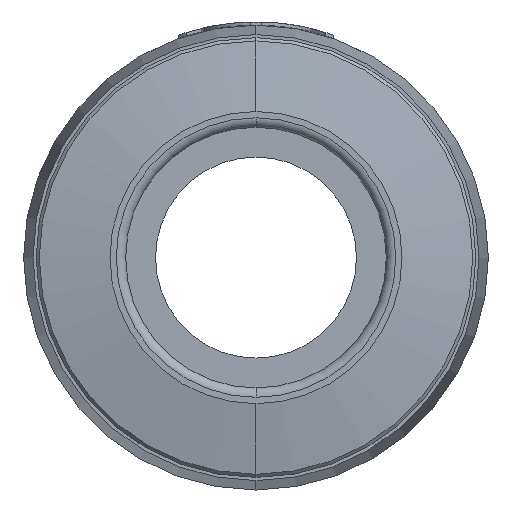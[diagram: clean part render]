
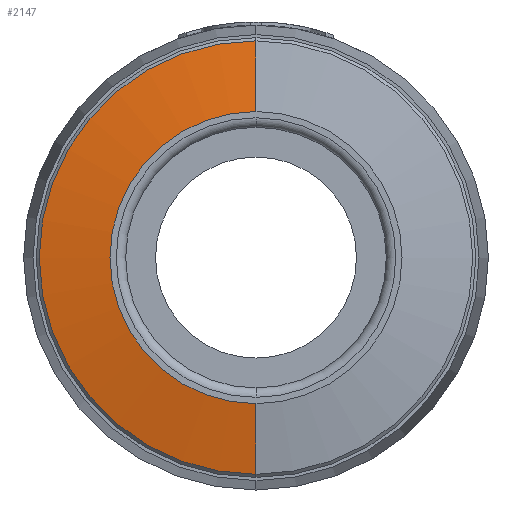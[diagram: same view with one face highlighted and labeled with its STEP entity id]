
A CAD part, left-side view. The second image highlights one B-rep face of the part: STEP entity #2147.
In plain terms, the highlighted conical face has half-angle 79.919 degrees and reference radius 6.9 mm.
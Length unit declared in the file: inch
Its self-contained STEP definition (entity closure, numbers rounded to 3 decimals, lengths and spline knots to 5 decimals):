
#31 = CIRCLE ( 'NONE', #392, 0.27165 ) ;
#137 = VECTOR ( 'NONE', #2929, 39.37008 ) ;
#149 = EDGE_CURVE ( 'NONE', #2711, #883, #31, .T. ) ;
#293 = FACE_OUTER_BOUND ( 'NONE', #2549, .T. ) ;
#392 = AXIS2_PLACEMENT_3D ( 'NONE', #1701, #3064, #742 ) ;
#454 = VECTOR ( 'NONE', #1409, 39.37008 ) ;
#473 = DIRECTION ( 'NONE',  ( 1., 0., 0. ) ) ;
#480 = VERTEX_POINT ( 'NONE', #1287 ) ;
#499 = LINE ( 'NONE', #1951, #454 ) ;
#565 = CONICAL_SURFACE ( 'NONE', #2391, 0.27165, 1.395 ) ;
#742 = DIRECTION ( 'NONE',  ( 0., 0., -1. ) ) ;
#827 = CARTESIAN_POINT ( 'NONE',  ( 0.01575, 0., 0.27165 ) ) ;
#838 = VERTEX_POINT ( 'NONE', #891 ) ;
#883 = VERTEX_POINT ( 'NONE', #827 ) ;
#891 = CARTESIAN_POINT ( 'NONE',  ( 0., 0., -0.18307 ) ) ;
#1125 = ORIENTED_EDGE ( 'NONE', *, *, #2716, .T. ) ;
#1127 = EDGE_CURVE ( 'NONE', #480, #883, #499, .T. ) ;
#1287 = CARTESIAN_POINT ( 'NONE',  ( 0., 0., 0.18307 ) ) ;
#1311 = ORIENTED_EDGE ( 'NONE', *, *, #1127, .T. ) ;
#1409 = DIRECTION ( 'NONE',  ( 0.175, 0., 0.985 ) ) ;
#1668 = CARTESIAN_POINT ( 'NONE',  ( 0., 0., 0. ) ) ;
#1701 = CARTESIAN_POINT ( 'NONE',  ( 0.01575, 0., 0. ) ) ;
#1924 = ORIENTED_EDGE ( 'NONE', *, *, #149, .F. ) ;
#1948 = DIRECTION ( 'NONE',  ( 0., 0., -1. ) ) ;
#1951 = CARTESIAN_POINT ( 'NONE',  ( 0.01575, 0., 0.27165 ) ) ;
#2147 = ADVANCED_FACE ( 'NONE', ( #293 ), #565, .T. ) ;
#2210 = CARTESIAN_POINT ( 'NONE',  ( 0.01575, 0., 0. ) ) ;
#2350 = CARTESIAN_POINT ( 'NONE',  ( 0.01575, 0., -0.27165 ) ) ;
#2391 = AXIS2_PLACEMENT_3D ( 'NONE', #2210, #473, #3660 ) ;
#2431 = LINE ( 'NONE', #2350, #137 ) ;
#2549 = EDGE_LOOP ( 'NONE', ( #1125, #1311, #1924, #3140 ) ) ;
#2711 = VERTEX_POINT ( 'NONE', #2777 ) ;
#2716 = EDGE_CURVE ( 'NONE', #838, #480, #3697, .T. ) ;
#2777 = CARTESIAN_POINT ( 'NONE',  ( 0.01575, 0., -0.27165 ) ) ;
#2929 = DIRECTION ( 'NONE',  ( 0.175, 0., -0.985 ) ) ;
#3064 = DIRECTION ( 'NONE',  ( 1., 0., 0. ) ) ;
#3140 = ORIENTED_EDGE ( 'NONE', *, *, #3239, .F. ) ;
#3193 = AXIS2_PLACEMENT_3D ( 'NONE', #1668, #3656, #1948 ) ;
#3239 = EDGE_CURVE ( 'NONE', #838, #2711, #2431, .T. ) ;
#3656 = DIRECTION ( 'NONE',  ( 1., 0., 0. ) ) ;
#3660 = DIRECTION ( 'NONE',  ( 0., 0., -1. ) ) ;
#3697 = CIRCLE ( 'NONE', #3193, 0.18307 ) ;
